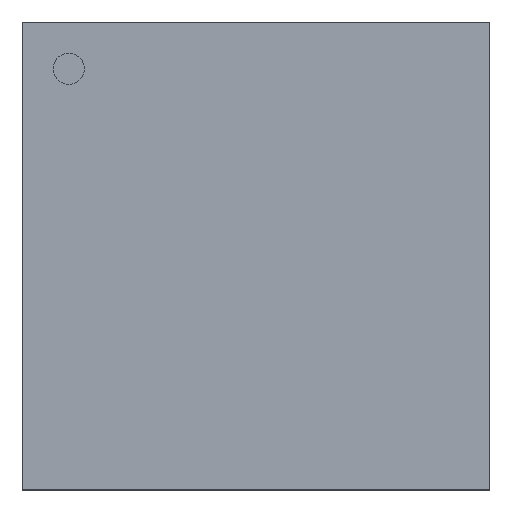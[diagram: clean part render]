
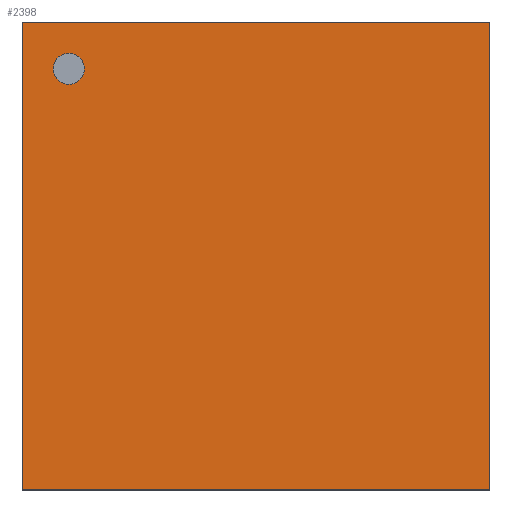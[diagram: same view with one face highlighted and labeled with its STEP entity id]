
A CAD part, top view. The second image highlights one B-rep face of the part: STEP entity #2398.
In plain terms, the highlighted planar face has unit normal (0, 0, 1).
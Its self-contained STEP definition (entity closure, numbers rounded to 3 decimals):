
#126 = CARTESIAN_POINT ( 'NONE',  ( 0., 3., 0.55 ) ) ;
#135 = LINE ( 'NONE', #126, #2204 ) ;
#200 = CARTESIAN_POINT ( 'NONE',  ( 0., 0., 0.55 ) ) ;
#302 = VERTEX_POINT ( 'NONE', #738 ) ;
#339 = LINE ( 'NONE', #595, #1708 ) ;
#398 = CARTESIAN_POINT ( 'NONE',  ( 0.2, 2.7, 0.55 ) ) ;
#468 = VERTEX_POINT ( 'NONE', #1125 ) ;
#534 = AXIS2_PLACEMENT_3D ( 'NONE', #1154, #3050, #2149 ) ;
#559 = DIRECTION ( 'NONE',  ( 0., -1., 0. ) ) ;
#574 = CIRCLE ( 'NONE', #578, 0.1 ) ;
#578 = AXIS2_PLACEMENT_3D ( 'NONE', #607, #2003, #1459 ) ;
#580 = CARTESIAN_POINT ( 'NONE',  ( 0., 0., 0.55 ) ) ;
#595 = CARTESIAN_POINT ( 'NONE',  ( 3., 0., 0.55 ) ) ;
#607 = CARTESIAN_POINT ( 'NONE',  ( 0.3, 2.7, 0.55 ) ) ;
#636 = EDGE_LOOP ( 'NONE', ( #1206, #2004, #3132, #1205 ) ) ;
#641 = EDGE_CURVE ( 'NONE', #1919, #3259, #574, .T. ) ;
#738 = CARTESIAN_POINT ( 'NONE',  ( 0., 3., 0.55 ) ) ;
#740 = PLANE ( 'NONE',  #3230 ) ;
#810 = ORIENTED_EDGE ( 'NONE', *, *, #2191, .F. ) ;
#1044 = CARTESIAN_POINT ( 'NONE',  ( 0., 0., 0.55 ) ) ;
#1063 = ORIENTED_EDGE ( 'NONE', *, *, #641, .F. ) ;
#1125 = CARTESIAN_POINT ( 'NONE',  ( 3., 3., 0.55 ) ) ;
#1154 = CARTESIAN_POINT ( 'NONE',  ( 0.3, 2.7, 0.55 ) ) ;
#1193 = CARTESIAN_POINT ( 'NONE',  ( 0., 0., 0.55 ) ) ;
#1198 = VECTOR ( 'NONE', #2877, 1000. ) ;
#1205 = ORIENTED_EDGE ( 'NONE', *, *, #1646, .T. ) ;
#1206 = ORIENTED_EDGE ( 'NONE', *, *, #3002, .T. ) ;
#1258 = DIRECTION ( 'NONE',  ( -1., 0., 0. ) ) ;
#1386 = VERTEX_POINT ( 'NONE', #580 ) ;
#1459 = DIRECTION ( 'NONE',  ( 1., 0., 0. ) ) ;
#1646 = EDGE_CURVE ( 'NONE', #468, #302, #135, .T. ) ;
#1708 = VECTOR ( 'NONE', #3346, 1000. ) ;
#1735 = VERTEX_POINT ( 'NONE', #2604 ) ;
#1766 = LINE ( 'NONE', #1044, #1198 ) ;
#1772 = EDGE_CURVE ( 'NONE', #1735, #468, #339, .T. ) ;
#1785 = EDGE_LOOP ( 'NONE', ( #810, #1063 ) ) ;
#1869 = DIRECTION ( 'NONE',  ( -1., 0., 0. ) ) ;
#1872 = CARTESIAN_POINT ( 'NONE',  ( 0.4, 2.7, 0.55 ) ) ;
#1919 = VERTEX_POINT ( 'NONE', #398 ) ;
#2003 = DIRECTION ( 'NONE',  ( 0., 0., 1. ) ) ;
#2004 = ORIENTED_EDGE ( 'NONE', *, *, #3094, .T. ) ;
#2017 = VECTOR ( 'NONE', #559, 1000. ) ;
#2149 = DIRECTION ( 'NONE',  ( 1., 0., 0. ) ) ;
#2191 = EDGE_CURVE ( 'NONE', #3259, #1919, #2579, .T. ) ;
#2204 = VECTOR ( 'NONE', #1869, 1000. ) ;
#2398 = ADVANCED_FACE ( 'NONE', ( #2792, #3458 ), #740, .F. ) ;
#2579 = CIRCLE ( 'NONE', #534, 0.1 ) ;
#2604 = CARTESIAN_POINT ( 'NONE',  ( 3., 0., 0.55 ) ) ;
#2792 = FACE_BOUND ( 'NONE', #1785, .T. ) ;
#2877 = DIRECTION ( 'NONE',  ( 1., 0., 0. ) ) ;
#2885 = DIRECTION ( 'NONE',  ( 0., 0., -1. ) ) ;
#3002 = EDGE_CURVE ( 'NONE', #302, #1386, #3405, .T. ) ;
#3050 = DIRECTION ( 'NONE',  ( 0., 0., 1. ) ) ;
#3094 = EDGE_CURVE ( 'NONE', #1386, #1735, #1766, .T. ) ;
#3132 = ORIENTED_EDGE ( 'NONE', *, *, #1772, .T. ) ;
#3230 = AXIS2_PLACEMENT_3D ( 'NONE', #200, #2885, #1258 ) ;
#3259 = VERTEX_POINT ( 'NONE', #1872 ) ;
#3346 = DIRECTION ( 'NONE',  ( 0., 1., 0. ) ) ;
#3405 = LINE ( 'NONE', #1193, #2017 ) ;
#3458 = FACE_OUTER_BOUND ( 'NONE', #636, .T. ) ;
